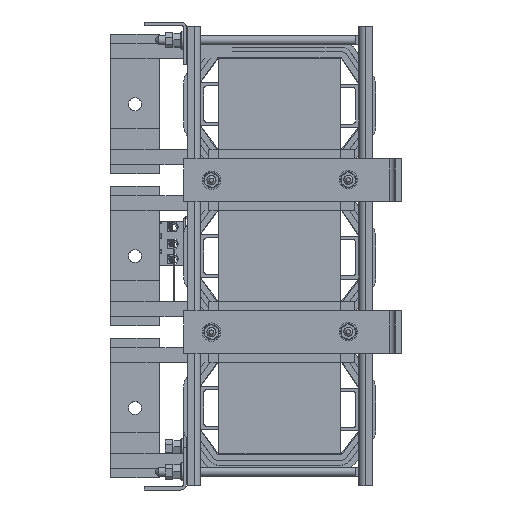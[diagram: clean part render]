
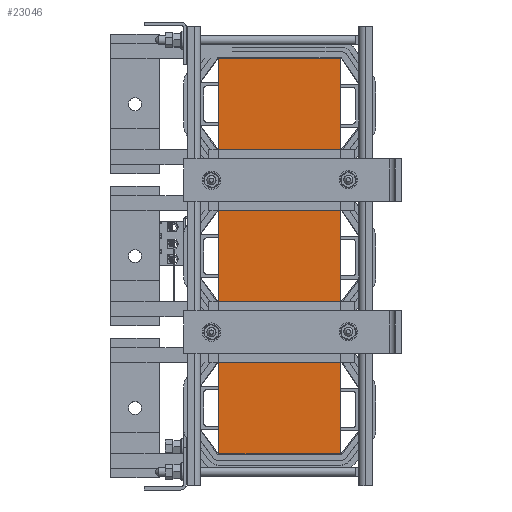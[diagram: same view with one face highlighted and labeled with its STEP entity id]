
A CAD part, left-side view. The second image highlights one B-rep face of the part: STEP entity #23046.
In plain terms, the highlighted planar face has unit normal (-1, 0, 0).
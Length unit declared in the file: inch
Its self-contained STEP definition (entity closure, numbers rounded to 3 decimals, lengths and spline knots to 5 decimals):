
#2339=FACE_OUTER_BOUND('',#3615,.T.);
#3615=EDGE_LOOP('',(#16308,#16309,#16310,#16311));
#5250=LINE('',#33683,#7583);
#5252=LINE('',#33688,#7585);
#5253=LINE('',#33689,#7586);
#5254=LINE('',#33690,#7587);
#7583=VECTOR('',#27664,0.3937);
#7585=VECTOR('',#27668,0.3937);
#7586=VECTOR('',#27669,0.3937);
#7587=VECTOR('',#27670,0.3937);
#9856=VERTEX_POINT('',#33680);
#9857=VERTEX_POINT('',#33682);
#9858=VERTEX_POINT('',#33686);
#9859=VERTEX_POINT('',#33687);
#12301=EDGE_CURVE('',#9857,#9856,#5250,.T.);
#12303=EDGE_CURVE('',#9858,#9859,#5252,.T.);
#12304=EDGE_CURVE('',#9859,#9857,#5253,.T.);
#12305=EDGE_CURVE('',#9858,#9856,#5254,.T.);
#16308=ORIENTED_EDGE('',*,*,#12303,.T.);
#16309=ORIENTED_EDGE('',*,*,#12304,.T.);
#16310=ORIENTED_EDGE('',*,*,#12301,.T.);
#16311=ORIENTED_EDGE('',*,*,#12305,.F.);
#22101=PLANE('',#25050);
#23046=ADVANCED_FACE('',(#2339),#22101,.T.);
#25050=AXIS2_PLACEMENT_3D('',#33685,#27666,#27667);
#27664=DIRECTION('',(0.,-1.,0.));
#27666=DIRECTION('center_axis',(-1.,0.,0.));
#27667=DIRECTION('ref_axis',(0.,0.,1.));
#27668=DIRECTION('',(0.,1.,0.));
#27669=DIRECTION('',(0.,0.,-1.));
#27670=DIRECTION('',(0.,0.,-1.));
#33680=CARTESIAN_POINT('',(-1.21835,-4.15155,-8.125));
#33682=CARTESIAN_POINT('',(-1.21835,0.84845,-8.125));
#33683=CARTESIAN_POINT('',(-1.21835,-4.15155,-8.125));
#33685=CARTESIAN_POINT('Origin',(-1.21835,-4.15155,0.));
#33686=CARTESIAN_POINT('',(-1.21835,-4.15155,8.125));
#33687=CARTESIAN_POINT('',(-1.21835,0.84845,8.125));
#33688=CARTESIAN_POINT('',(-1.21835,-4.15155,8.125));
#33689=CARTESIAN_POINT('',(-1.21835,0.84845,0.));
#33690=CARTESIAN_POINT('',(-1.21835,-4.15155,0.));
